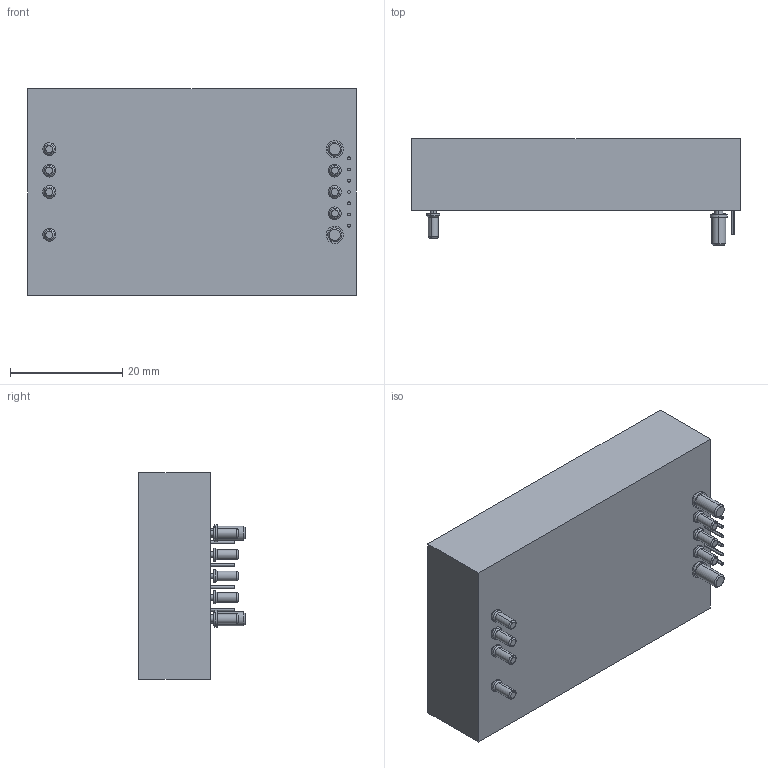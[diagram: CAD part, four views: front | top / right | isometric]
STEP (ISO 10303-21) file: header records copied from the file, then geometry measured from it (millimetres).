
FILE_DESCRIPTION (( 'STEP AP214' ), '1' );
FILE_NAME ('Q48SC12050_w_pins.STEP', '2018-08-04T21:05:57', ( '' ), ( '' ), 'SwSTEP 2.0', 'SolidWorks 2017', '' );
FILE_SCHEMA (( 'AUTOMOTIVE_DESIGN' ));
Length unit declared in the file: millimetre
Products named in the file (4): 0364-0-15-15-13-27-10-0; Q48SC12050_w_pins; 9353-0-15-15-18-27-10-0; Q48SC12050
Assembly tree (10 placements, depth 2):
  Q48SC12050_w_pins
    Q48SC12050
    0364-0-15-15-13-27-10-0  x2
    9353-0-15-15-18-27-10-0  x7
Bounding box: 58.4 x 18.93 x 36.8 mm (x, y, z)
Volume: 27362.6 mm3; surface area: 7461.6 mm2
Topology: 10 solids, 10 shells, 211 faces, 428 edges, 244 vertices
Faces by surface type: cylinder 94, cone 60, plane 43, torus 14
Entity records: 3479 total; most frequent: DIRECTION 536, CARTESIAN_POINT 434, ORIENTED_EDGE 392, AXIS2_PLACEMENT_3D 227, EDGE_CURVE 196, VERTEX_POINT 125, EDGE_LOOP 123, CIRCLE 114
